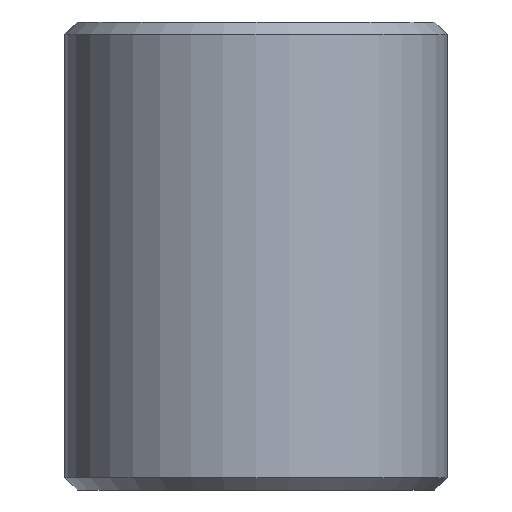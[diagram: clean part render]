
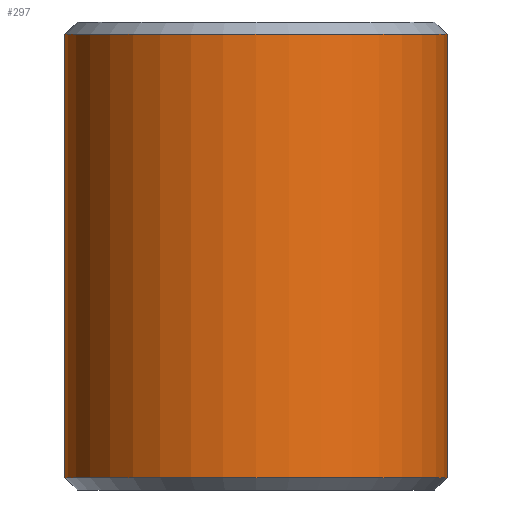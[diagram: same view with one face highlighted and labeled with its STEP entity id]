
A CAD part, front view. The second image highlights one B-rep face of the part: STEP entity #297.
In plain terms, the highlighted cylindrical face has radius 7.938 mm (diameter 15.875 mm), a partial arc.
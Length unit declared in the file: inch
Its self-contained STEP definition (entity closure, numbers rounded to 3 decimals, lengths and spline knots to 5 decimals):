
#2 = CIRCLE ( 'NONE', #263, 0.3125 ) ;
#24 = EDGE_CURVE ( 'NONE', #286, #104, #128, .T. ) ;
#27 = DIRECTION ( 'NONE',  ( 1., 0., 0. ) ) ;
#38 = AXIS2_PLACEMENT_3D ( 'NONE', #291, #176, #267 ) ;
#39 = CARTESIAN_POINT ( 'NONE',  ( -0.3125, 0., 0.765 ) ) ;
#54 = LINE ( 'NONE', #39, #107 ) ;
#60 = ORIENTED_EDGE ( 'NONE', *, *, #156, .T. ) ;
#64 = CARTESIAN_POINT ( 'NONE',  ( -0.3125, 0., 0.745 ) ) ;
#69 = DIRECTION ( 'NONE',  ( 0., 0., -1. ) ) ;
#70 = ORIENTED_EDGE ( 'NONE', *, *, #81, .F. ) ;
#81 = EDGE_CURVE ( 'NONE', #316, #104, #127, .T. ) ;
#94 = CARTESIAN_POINT ( 'NONE',  ( -0.3125, 0., 0.02 ) ) ;
#95 = VERTEX_POINT ( 'NONE', #64 ) ;
#101 = CYLINDRICAL_SURFACE ( 'NONE', #320, 0.3125 ) ;
#104 = VERTEX_POINT ( 'NONE', #153 ) ;
#107 = VECTOR ( 'NONE', #151, 39.37008 ) ;
#111 = ORIENTED_EDGE ( 'NONE', *, *, #254, .T. ) ;
#127 = LINE ( 'NONE', #321, #308 ) ;
#128 = CIRCLE ( 'NONE', #38, 0.3125 ) ;
#138 = DIRECTION ( 'NONE',  ( -1., 0., 0. ) ) ;
#145 = FACE_OUTER_BOUND ( 'NONE', #162, .T. ) ;
#151 = DIRECTION ( 'NONE',  ( 0., 0., -1. ) ) ;
#153 = CARTESIAN_POINT ( 'NONE',  ( 0.3125, 0., 0.02 ) ) ;
#156 = EDGE_CURVE ( 'NONE', #95, #286, #54, .T. ) ;
#161 = ORIENTED_EDGE ( 'NONE', *, *, #24, .T. ) ;
#162 = EDGE_LOOP ( 'NONE', ( #70, #111, #60, #161 ) ) ;
#176 = DIRECTION ( 'NONE',  ( 0., 0., 1. ) ) ;
#187 = CARTESIAN_POINT ( 'NONE',  ( 0., 0., 0.765 ) ) ;
#211 = CARTESIAN_POINT ( 'NONE',  ( 0., 0., 0.745 ) ) ;
#239 = DIRECTION ( 'NONE',  ( 0., 0., -1. ) ) ;
#246 = CARTESIAN_POINT ( 'NONE',  ( 0.3125, 0., 0.745 ) ) ;
#254 = EDGE_CURVE ( 'NONE', #316, #95, #2, .T. ) ;
#260 = DIRECTION ( 'NONE',  ( 0., 0., -1. ) ) ;
#263 = AXIS2_PLACEMENT_3D ( 'NONE', #211, #69, #27 ) ;
#267 = DIRECTION ( 'NONE',  ( 1., 0., 0. ) ) ;
#286 = VERTEX_POINT ( 'NONE', #94 ) ;
#291 = CARTESIAN_POINT ( 'NONE',  ( 0., 0., 0.02 ) ) ;
#297 = ADVANCED_FACE ( 'NONE', ( #145 ), #101, .T. ) ;
#308 = VECTOR ( 'NONE', #260, 39.37008 ) ;
#316 = VERTEX_POINT ( 'NONE', #246 ) ;
#320 = AXIS2_PLACEMENT_3D ( 'NONE', #187, #239, #138 ) ;
#321 = CARTESIAN_POINT ( 'NONE',  ( 0.3125, 0., 0.765 ) ) ;
